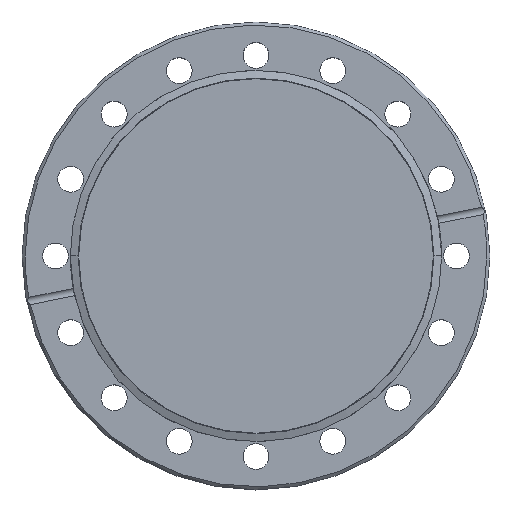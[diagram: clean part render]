
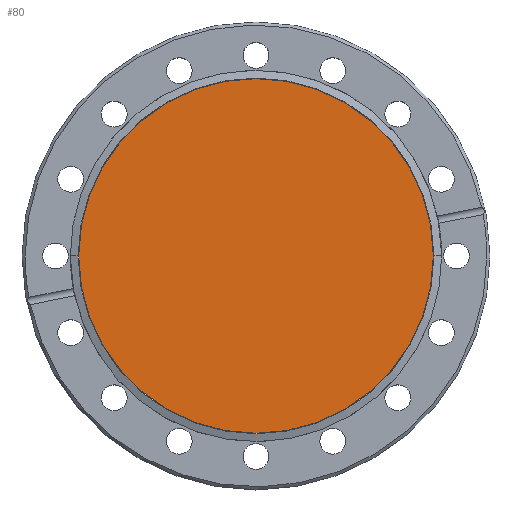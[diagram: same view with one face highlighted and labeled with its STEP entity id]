
A CAD part, top view. The second image highlights one B-rep face of the part: STEP entity #80.
In plain terms, the highlighted planar face has unit normal (0, 0, 1).
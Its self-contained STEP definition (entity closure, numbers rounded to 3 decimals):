
#2 = CARTESIAN_POINT ( 'NONE',  ( 0., 0., -1.2 ) ) ;
#16 = VERTEX_POINT ( 'NONE', #1469 ) ;
#27 = CARTESIAN_POINT ( 'NONE',  ( 0., 0., -1.2 ) ) ;
#80 = ADVANCED_FACE ( 'NONE', ( #1387 ), #1562, .T. ) ;
#155 = DIRECTION ( 'NONE',  ( 1., 0., 0. ) ) ;
#195 = DIRECTION ( 'NONE',  ( 0., 0., 1. ) ) ;
#291 = CARTESIAN_POINT ( 'NONE',  ( -57.598, 0., -1.2 ) ) ;
#335 = DIRECTION ( 'NONE',  ( 0., 0., 1. ) ) ;
#457 = CIRCLE ( 'NONE', #680, 57.598 ) ;
#464 = EDGE_CURVE ( 'NONE', #16, #765, #1979, .T. ) ;
#680 = AXIS2_PLACEMENT_3D ( 'NONE', #2, #1079, #155 ) ;
#765 = VERTEX_POINT ( 'NONE', #291 ) ;
#807 = AXIS2_PLACEMENT_3D ( 'NONE', #27, #335, #1419 ) ;
#904 = ORIENTED_EDGE ( 'NONE', *, *, #1579, .T. ) ;
#1079 = DIRECTION ( 'NONE',  ( 0., 0., 1. ) ) ;
#1117 = CARTESIAN_POINT ( 'NONE',  ( 0., 0., -1.2 ) ) ;
#1273 = DIRECTION ( 'NONE',  ( 1., 0., 0. ) ) ;
#1387 = FACE_OUTER_BOUND ( 'NONE', #1679, .T. ) ;
#1419 = DIRECTION ( 'NONE',  ( 1., 0., 0. ) ) ;
#1469 = CARTESIAN_POINT ( 'NONE',  ( 57.598, 0., -1.2 ) ) ;
#1489 = ORIENTED_EDGE ( 'NONE', *, *, #464, .T. ) ;
#1562 = PLANE ( 'NONE',  #807 ) ;
#1579 = EDGE_CURVE ( 'NONE', #765, #16, #457, .T. ) ;
#1679 = EDGE_LOOP ( 'NONE', ( #1489, #904 ) ) ;
#1894 = AXIS2_PLACEMENT_3D ( 'NONE', #1117, #195, #1273 ) ;
#1979 = CIRCLE ( 'NONE', #1894, 57.598 ) ;
